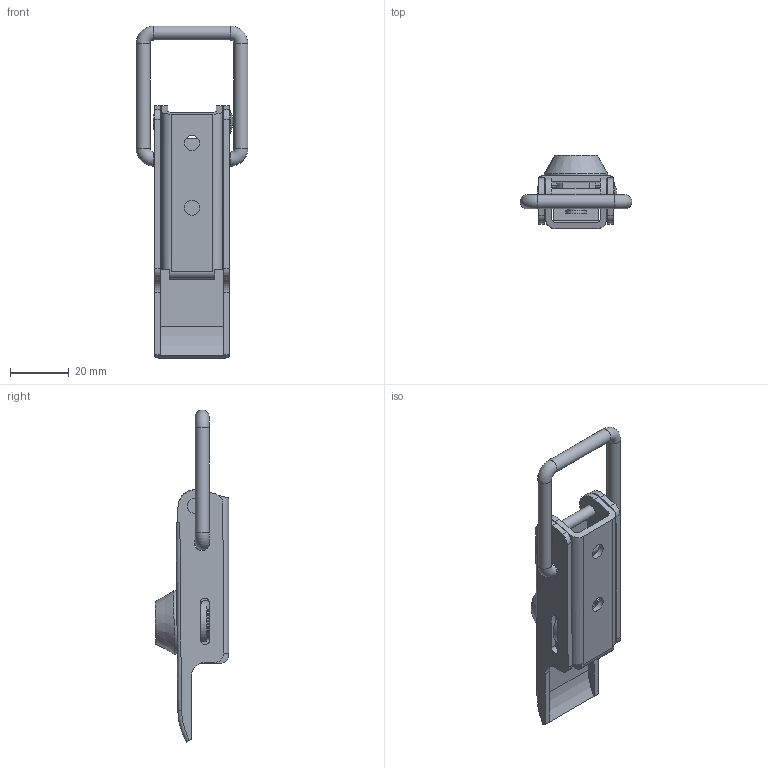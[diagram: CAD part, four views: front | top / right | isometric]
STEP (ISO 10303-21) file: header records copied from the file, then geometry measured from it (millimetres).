
FILE_DESCRIPTION(/* description */ (''),/* implementation_level */ '2;1');
FILE_NAME(/* name */ 'HL113-K.stp',/* time_stamp */ '2019-10-08T14:39:58+01:00',/* author */ ('RWilson'),/* organization */ (''),/* preprocessor_version */ 'ST-DEVELOPER v16.13',/* originating_system */ 'Autodesk Inventor 2018',/* authorisation */ '');
FILE_SCHEMA (('AUTOMOTIVE_DESIGN { 1 0 10303 214 3 1 1 }'));
Length unit declared in the file: millimetre
Products named in the file (1): 373-1260MSZN_STEP
Bounding box: 38 x 24.93 x 112.78 mm (x, y, z)
Volume: 17704.5 mm3; surface area: 17117 mm2
Topology: 3 solids, 3 shells, 243 faces, 685 edges, 452 vertices
Faces by surface type: plane 124, cylinder 105, torus 6, bspline 5, cone 3
Full cylindrical faces by diameter (mm): 3.962 x2, 4.039 x2, 4.064 x2, 4.75 x5, 5.08 x1, 5.131 x2, 5.156 x2, 6 x1, 7 x1, 7.925 x1, 13.5 x1, 21.5 x1
Entity records: 8339 total; most frequent: CARTESIAN_POINT 1724, DIRECTION 1344, ORIENTED_EDGE 1286, EDGE_CURVE 642, AXIS2_PLACEMENT_3D 486, VERTEX_POINT 436, LINE 372, VECTOR 372
